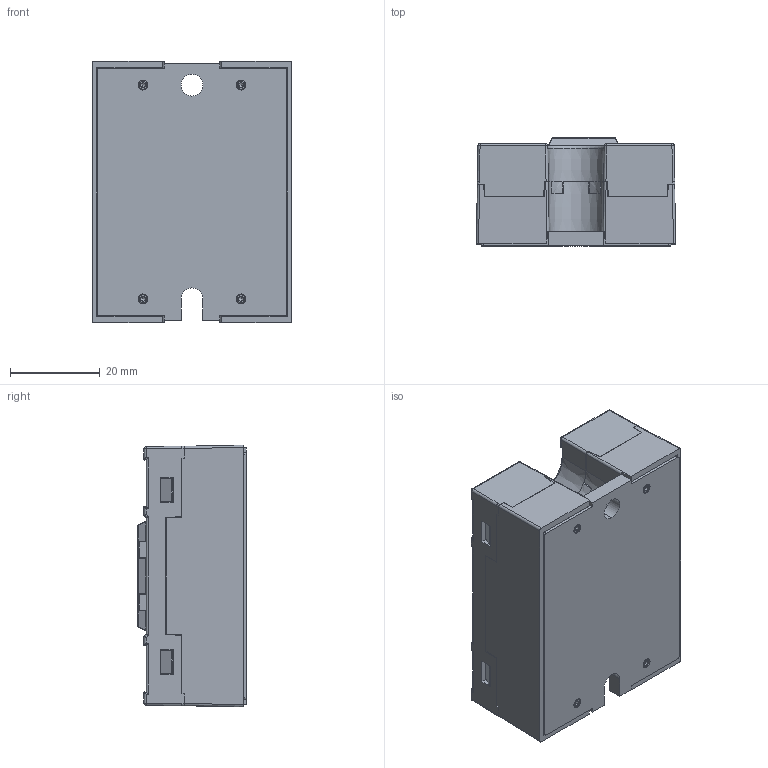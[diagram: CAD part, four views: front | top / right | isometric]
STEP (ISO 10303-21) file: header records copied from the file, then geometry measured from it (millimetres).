
FILE_DESCRIPTION (( 'STEP AP214' ), '1' );
FILE_NAME ('110901.STEP', '2022-06-10T17:07:41', ( '' ), ( '' ), 'SwSTEP 2.0', 'SolidWorks 2020', '' );
FILE_SCHEMA (( 'AUTOMOTIVE_DESIGN' ));
Length unit declared in the file: inch
Products named in the file (1): 110901
Bounding box: 44.45 x 24.13 x 58.32 mm (x, y, z)
Volume: 28727.7 mm3; surface area: 28415.7 mm2
Topology: 1 solids, 11 shells, 2829 faces, 7658 edges, 4856 vertices
Faces by surface type: plane 1332, cylinder 730, cone 564, bspline 108, torus 76, sphere 19
Entity records: 108139 total; most frequent: CARTESIAN_POINT 23660, ORIENTED_EDGE 15160, DIRECTION 14123, EDGE_CURVE 7580, AXIS2_PLACEMENT_3D 4906, VERTEX_POINT 4856, VECTOR 4311, LINE 4311
